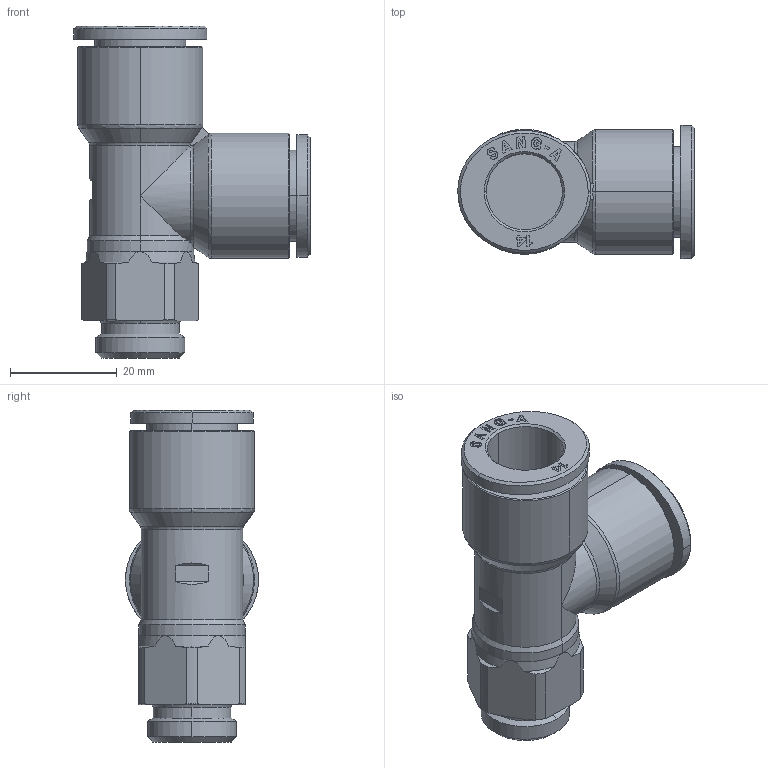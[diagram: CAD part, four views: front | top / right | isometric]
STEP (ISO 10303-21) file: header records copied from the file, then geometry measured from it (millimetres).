
FILE_DESCRIPTION (( 'STEP AP214' ), '1' );
FILE_NAME ('PST14-G03.stp', '2015-10-14T09:59:24', ( '' ), ( '' ), 'SwSTEP 2.0', 'SolidWorks 2015', '' );
FILE_SCHEMA (( 'AUTOMOTIVE_DESIGN' ));
Length unit declared in the file: millimetre
Products named in the file (2): PST14-G03; ｦ+ﾃｦ1
Assembly tree (1 placements, depth 2):
  PST14-G03
    ｦ+ﾃｦ1
Bounding box: 44.4 x 25 x 62.35 mm (x, y, z)
Volume: 20732.3 mm3; surface area: 10420.6 mm2
Topology: 1 solids, 1 shells, 388 faces, 1045 edges, 689 vertices
Faces by surface type: plane 225, bspline 64, cylinder 49, cone 47, torus 3
Entity records: 15306 total; most frequent: CARTESIAN_POINT 5086, ORIENTED_EDGE 2086, DIRECTION 1668, EDGE_CURVE 1043, VERTEX_POINT 689, LINE 674, VECTOR 674, AXIS2_PLACEMENT_3D 497
